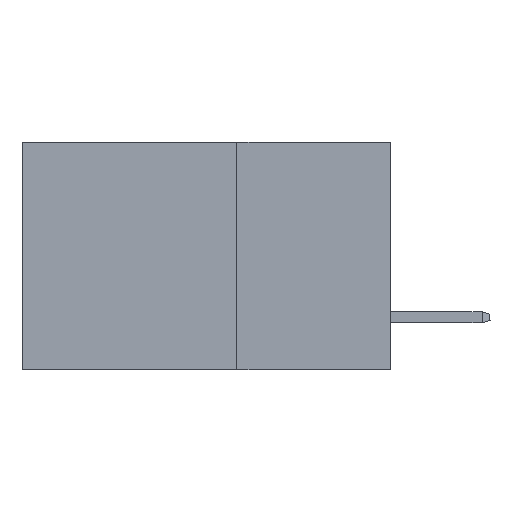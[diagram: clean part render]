
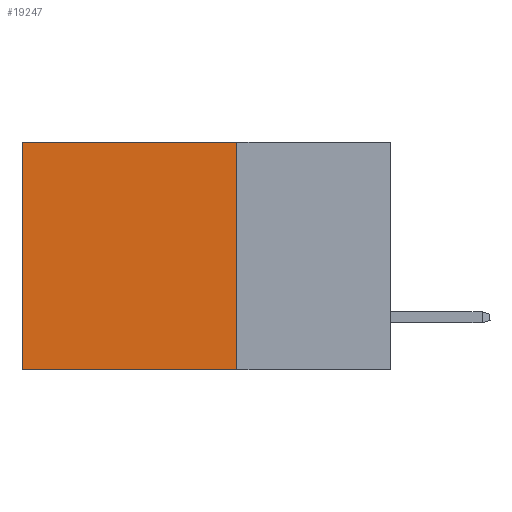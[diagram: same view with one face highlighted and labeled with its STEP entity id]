
A CAD part, left-side view. The second image highlights one B-rep face of the part: STEP entity #19247.
In plain terms, the highlighted planar face has unit normal (-1, 0, 0).
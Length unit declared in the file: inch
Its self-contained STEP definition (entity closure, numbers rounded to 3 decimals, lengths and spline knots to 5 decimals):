
#749 = EDGE_CURVE ( 'NONE', #12393, #15701, #2762, .T. ) ;
#1152 = DIRECTION ( 'NONE',  ( 0., 0., -1. ) ) ;
#2362 = DIRECTION ( 'NONE',  ( 0., 0., -1. ) ) ;
#2762 = LINE ( 'NONE', #9215, #12305 ) ;
#2815 = ORIENTED_EDGE ( 'NONE', *, *, #19744, .T. ) ;
#4293 = LINE ( 'NONE', #20744, #13305 ) ;
#5495 = CARTESIAN_POINT ( 'NONE',  ( 0.2875, 0.25, 0. ) ) ;
#5568 = EDGE_CURVE ( 'NONE', #15196, #15701, #17931, .T. ) ;
#5956 = ORIENTED_EDGE ( 'NONE', *, *, #749, .T. ) ;
#5993 = CARTESIAN_POINT ( 'NONE',  ( 0.2875, 0.6, 0. ) ) ;
#6089 = VERTEX_POINT ( 'NONE', #5495 ) ;
#6869 = AXIS2_PLACEMENT_3D ( 'NONE', #18328, #10553, #20378 ) ;
#7188 = VECTOR ( 'NONE', #11430, 39.37008 ) ;
#7696 = CARTESIAN_POINT ( 'NONE',  ( 0.2875, 0.25, 0. ) ) ;
#7707 = DIRECTION ( 'NONE',  ( 0., 1., 0. ) ) ;
#8824 = EDGE_LOOP ( 'NONE', ( #5956, #15533, #11632, #2815 ) ) ;
#9114 = CARTESIAN_POINT ( 'NONE',  ( 0.2875, 0.25, -0.37 ) ) ;
#9215 = CARTESIAN_POINT ( 'NONE',  ( 0.2875, 0.6, 0. ) ) ;
#10500 = EDGE_CURVE ( 'NONE', #6089, #15196, #13286, .T. ) ;
#10553 = DIRECTION ( 'NONE',  ( 1., 0., 0. ) ) ;
#11430 = DIRECTION ( 'NONE',  ( 0., 1., 0. ) ) ;
#11632 = ORIENTED_EDGE ( 'NONE', *, *, #10500, .F. ) ;
#12305 = VECTOR ( 'NONE', #2362, 39.37008 ) ;
#12393 = VERTEX_POINT ( 'NONE', #5993 ) ;
#13286 = LINE ( 'NONE', #7696, #17119 ) ;
#13305 = VECTOR ( 'NONE', #7707, 39.37008 ) ;
#15196 = VERTEX_POINT ( 'NONE', #19716 ) ;
#15533 = ORIENTED_EDGE ( 'NONE', *, *, #5568, .F. ) ;
#15701 = VERTEX_POINT ( 'NONE', #16560 ) ;
#16560 = CARTESIAN_POINT ( 'NONE',  ( 0.2875, 0.6, -0.37 ) ) ;
#16640 = PLANE ( 'NONE',  #6869 ) ;
#17119 = VECTOR ( 'NONE', #1152, 39.37008 ) ;
#17931 = LINE ( 'NONE', #9114, #7188 ) ;
#18328 = CARTESIAN_POINT ( 'NONE',  ( 0.2875, 0.25, 0. ) ) ;
#19247 = ADVANCED_FACE ( 'NONE', ( #19334 ), #16640, .F. ) ;
#19334 = FACE_OUTER_BOUND ( 'NONE', #8824, .T. ) ;
#19716 = CARTESIAN_POINT ( 'NONE',  ( 0.2875, 0.25, -0.37 ) ) ;
#19744 = EDGE_CURVE ( 'NONE', #6089, #12393, #4293, .T. ) ;
#20378 = DIRECTION ( 'NONE',  ( 0., 0., -1. ) ) ;
#20744 = CARTESIAN_POINT ( 'NONE',  ( 0.2875, 0.25, 0. ) ) ;
